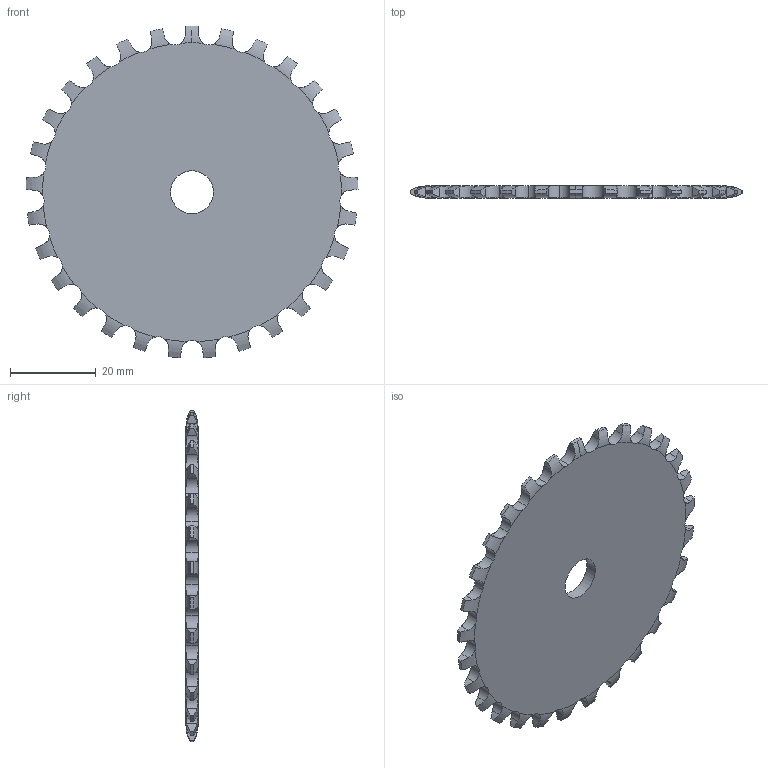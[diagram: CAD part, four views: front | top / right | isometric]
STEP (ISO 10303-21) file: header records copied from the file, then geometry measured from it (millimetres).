
FILE_DESCRIPTION(('FreeCAD Model'),'2;1');
FILE_NAME('Open CASCADE Shape Model','2022-01-16T09:27:03',('FreeCAD'),( 'FreeCAD'),'Open CASCADE STEP processor 7.4','FreeCAD','Unknown');
FILE_SCHEMA(('AUTOMOTIVE_DESIGN { 1 0 10303 214 1 1 1 1 }'));
Length unit declared in the file: millimetre
Products named in the file (1): Open CASCADE STEP translator 7.4 22
Bounding box: 77.29 x 2.8 x 77.2 mm (x, y, z)
Volume: 11212 mm3; surface area: 9091.5 mm2
Topology: 1 solids, 1 shells, 208 faces, 676 edges, 470 vertices
Faces by surface type: cylinder 146, revolution 60, plane 2
Full cylindrical faces by diameter (mm): 10 x1
Entity records: 24697 total; most frequent: CARTESIAN_POINT 12529, DIRECTION 1989, ORIENTED_EDGE 1352, PCURVE 1352, DEFINITIONAL_REPRESENTATION 1352, LINE 798, VECTOR 798, B_SPLINE_CURVE_WITH_KNOTS 696
